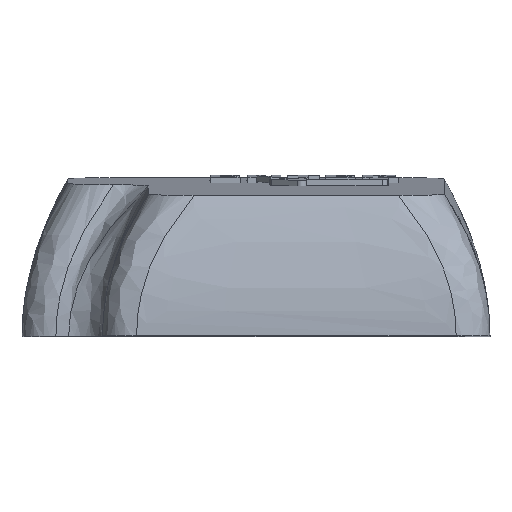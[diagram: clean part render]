
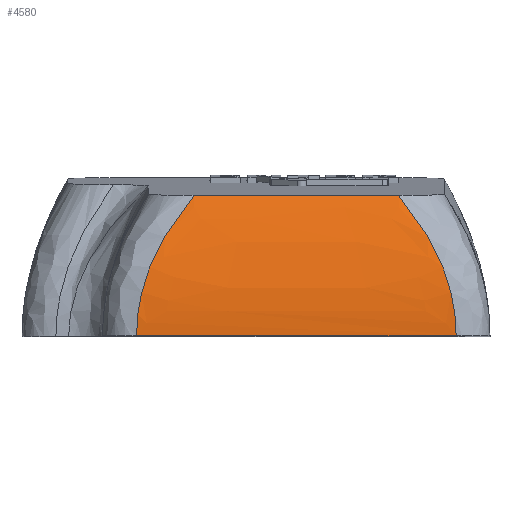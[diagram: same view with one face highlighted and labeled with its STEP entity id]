
A CAD part, top view. The second image highlights one B-rep face of the part: STEP entity #4580.
In plain terms, the highlighted free-form (B-spline) face has degree [3, 3] with [4, 4] control points.
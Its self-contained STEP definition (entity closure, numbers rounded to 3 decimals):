
#113=B_SPLINE_SURFACE_WITH_KNOTS('',3,3,((#7879,#7880,#7881,#7882),(#7883,
#7884,#7885,#7886),(#7887,#7888,#7889,#7890),(#7891,#7892,#7893,#7894)),
 .UNSPECIFIED.,.F.,.F.,.F.,(4,4),(4,4),(0.,1.),(0.,1.),.UNSPECIFIED.);
#199=B_SPLINE_CURVE_WITH_KNOTS('',3,(#7895,#7896,#7897,#7898),
 .UNSPECIFIED.,.F.,.F.,(4,4),(0.,1.),.UNSPECIFIED.);
#200=B_SPLINE_CURVE_WITH_KNOTS('',3,(#7899,#7900,#7901,#7902),
 .UNSPECIFIED.,.F.,.F.,(4,4),(0.,1.),.UNSPECIFIED.);
#313=FACE_OUTER_BOUND('',#567,.T.);
#567=EDGE_LOOP('',(#3496,#3497,#3498,#3499));
#920=LINE('',#6924,#1467);
#926=LINE('',#7857,#1473);
#1467=VECTOR('',#5296,10.);
#1473=VECTOR('',#5316,10.);
#1985=VERTEX_POINT('',#6922);
#1986=VERTEX_POINT('',#6923);
#2009=VERTEX_POINT('',#7855);
#2010=VERTEX_POINT('',#7856);
#2511=EDGE_CURVE('',#1985,#1986,#920,.T.);
#2547=EDGE_CURVE('',#2009,#2010,#926,.T.);
#2559=EDGE_CURVE('',#1985,#2009,#199,.T.);
#2560=EDGE_CURVE('',#1986,#2010,#200,.T.);
#3496=ORIENTED_EDGE('',*,*,#2511,.F.);
#3497=ORIENTED_EDGE('',*,*,#2559,.T.);
#3498=ORIENTED_EDGE('',*,*,#2547,.T.);
#3499=ORIENTED_EDGE('',*,*,#2560,.F.);
#4580=ADVANCED_FACE('',(#313),#113,.F.);
#5296=DIRECTION('',(1.,0.,0.));
#5316=DIRECTION('',(1.,0.,0.));
#6922=CARTESIAN_POINT('',(10.163,8.287,34.738));
#6923=CARTESIAN_POINT('',(22.225,8.287,34.738));
#6924=CARTESIAN_POINT('',(10.163,8.287,34.738));
#7855=CARTESIAN_POINT('',(6.763,0.,37.15));
#7856=CARTESIAN_POINT('',(25.625,0.,37.15));
#7857=CARTESIAN_POINT('',(6.763,0.,37.15));
#7879=CARTESIAN_POINT('Ctrl Pts',(10.163,8.287,34.738));
#7880=CARTESIAN_POINT('Ctrl Pts',(7.896,5.525,36.346));
#7881=CARTESIAN_POINT('Ctrl Pts',(6.763,2.958,37.15));
#7882=CARTESIAN_POINT('Ctrl Pts',(6.763,0.,37.15));
#7883=CARTESIAN_POINT('Ctrl Pts',(11.576,8.287,34.738));
#7884=CARTESIAN_POINT('Ctrl Pts',(9.526,5.525,36.307));
#7885=CARTESIAN_POINT('Ctrl Pts',(7.81,2.958,37.15));
#7886=CARTESIAN_POINT('Ctrl Pts',(7.81,0.,37.15));
#7887=CARTESIAN_POINT('Ctrl Pts',(20.811,8.287,34.738));
#7888=CARTESIAN_POINT('Ctrl Pts',(22.861,5.525,36.307));
#7889=CARTESIAN_POINT('Ctrl Pts',(24.578,2.958,37.15));
#7890=CARTESIAN_POINT('Ctrl Pts',(24.578,0.,
37.15));
#7891=CARTESIAN_POINT('Ctrl Pts',(22.225,8.287,34.738));
#7892=CARTESIAN_POINT('Ctrl Pts',(24.492,5.525,36.346));
#7893=CARTESIAN_POINT('Ctrl Pts',(25.625,2.958,37.15));
#7894=CARTESIAN_POINT('Ctrl Pts',(25.625,0.,37.15));
#7895=CARTESIAN_POINT('Ctrl Pts',(10.163,8.287,34.738));
#7896=CARTESIAN_POINT('Ctrl Pts',(7.896,5.525,36.346));
#7897=CARTESIAN_POINT('Ctrl Pts',(6.763,2.958,37.15));
#7898=CARTESIAN_POINT('Ctrl Pts',(6.763,0.,37.15));
#7899=CARTESIAN_POINT('Ctrl Pts',(22.225,8.287,34.738));
#7900=CARTESIAN_POINT('Ctrl Pts',(24.492,5.525,36.346));
#7901=CARTESIAN_POINT('Ctrl Pts',(25.625,2.958,37.15));
#7902=CARTESIAN_POINT('Ctrl Pts',(25.625,0.,37.15));
